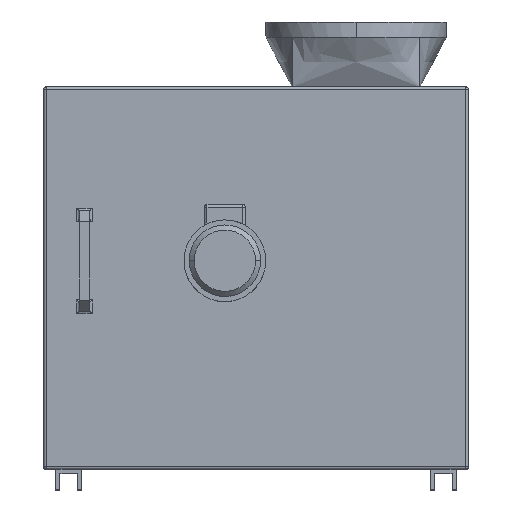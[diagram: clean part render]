
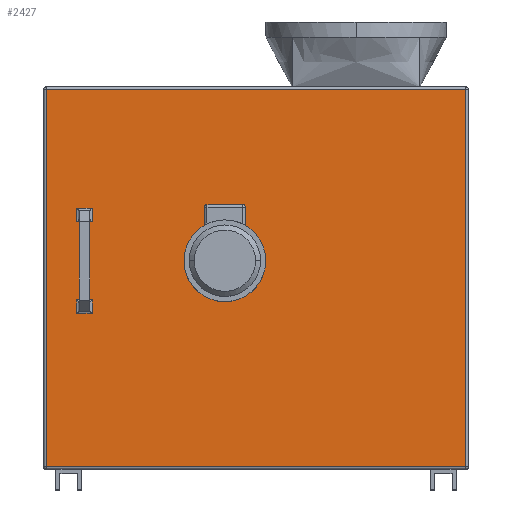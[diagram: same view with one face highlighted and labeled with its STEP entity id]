
A CAD part, top view. The second image highlights one B-rep face of the part: STEP entity #2427.
In plain terms, the highlighted planar face has unit normal (0, 0, 1).
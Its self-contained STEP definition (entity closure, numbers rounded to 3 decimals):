
#45 = CARTESIAN_POINT ( 'NONE',  ( -321., 345.113, 365. ) ) ;
#61 = ORIENTED_EDGE ( 'NONE', *, *, #2119, .T. ) ;
#68 = DIRECTION ( 'NONE',  ( 1., 0., 0. ) ) ;
#71 = CARTESIAN_POINT ( 'NONE',  ( 416., 45., 365. ) ) ;
#119 = ORIENTED_EDGE ( 'NONE', *, *, #1448, .T. ) ;
#129 = CARTESIAN_POINT ( 'NONE',  ( -351., 345.113, 365. ) ) ;
#139 = EDGE_CURVE ( 'NONE', #474, #4477, #3619, .T. ) ;
#195 = VECTOR ( 'NONE', #3144, 1000. ) ;
#239 = VERTEX_POINT ( 'NONE', #3552 ) ;
#252 = AXIS2_PLACEMENT_3D ( 'NONE', #1534, #1520, #1515 ) ;
#255 = CARTESIAN_POINT ( 'NONE',  ( -351., 524.34, 365. ) ) ;
#294 = CIRCLE ( 'NONE', #716, 65. ) ;
#369 = EDGE_LOOP ( 'NONE', ( #3768, #119 ) ) ;
#378 = DIRECTION ( 'NONE',  ( 0., 1., 0. ) ) ;
#389 = CARTESIAN_POINT ( 'NONE',  ( 411., 789., 365. ) ) ;
#440 = CARTESIAN_POINT ( 'NONE',  ( -321., 550.887, 365. ) ) ;
#446 = DIRECTION ( 'NONE',  ( 1., 0., 0. ) ) ;
#451 = PLANE ( 'NONE',  #4318 ) ;
#466 = CARTESIAN_POINT ( 'NONE',  ( 0., 0., 365. ) ) ;
#474 = VERTEX_POINT ( 'NONE', #1947 ) ;
#486 = CARTESIAN_POINT ( 'NONE',  ( -126., 448., 365. ) ) ;
#493 = DIRECTION ( 'NONE',  ( 0., 0., 1. ) ) ;
#532 = VECTOR ( 'NONE', #1311, 1000. ) ;
#652 = VECTOR ( 'NONE', #1819, 1000. ) ;
#677 = VERTEX_POINT ( 'NONE', #486 ) ;
#678 = DIRECTION ( 'NONE',  ( -1., 0., 0. ) ) ;
#685 = CARTESIAN_POINT ( 'NONE',  ( -416., 784., 365. ) ) ;
#688 = LINE ( 'NONE', #1741, #2674 ) ;
#716 = AXIS2_PLACEMENT_3D ( 'NONE', #3180, #3172, #3169 ) ;
#765 = ORIENTED_EDGE ( 'NONE', *, *, #4522, .T. ) ;
#767 = VECTOR ( 'NONE', #911, 1000. ) ;
#795 = EDGE_CURVE ( 'NONE', #1861, #4070, #1198, .T. ) ;
#855 = EDGE_LOOP ( 'NONE', ( #765, #866, #61, #1107 ) ) ;
#866 = ORIENTED_EDGE ( 'NONE', *, *, #1461, .T. ) ;
#880 = EDGE_CURVE ( 'NONE', #2428, #4289, #1868, .T. ) ;
#911 = DIRECTION ( 'NONE',  ( -1., 0., 0. ) ) ;
#953 = CARTESIAN_POINT ( 'NONE',  ( 0., 345.113, 365. ) ) ;
#1053 = LINE ( 'NONE', #685, #2921 ) ;
#1065 = EDGE_CURVE ( 'NONE', #239, #2428, #688, .T. ) ;
#1087 = VECTOR ( 'NONE', #3309, 1000. ) ;
#1107 = ORIENTED_EDGE ( 'NONE', *, *, #4557, .T. ) ;
#1198 = LINE ( 'NONE', #3218, #1087 ) ;
#1311 = DIRECTION ( 'NONE',  ( 0., 1., 0. ) ) ;
#1312 = CARTESIAN_POINT ( 'NONE',  ( -351., 0., 365. ) ) ;
#1389 = DIRECTION ( 'NONE',  ( 1., 0., 0. ) ) ;
#1392 = ORIENTED_EDGE ( 'NONE', *, *, #880, .T. ) ;
#1448 = EDGE_CURVE ( 'NONE', #677, #4403, #294, .T. ) ;
#1461 = EDGE_CURVE ( 'NONE', #2864, #2819, #3115, .T. ) ;
#1511 = LINE ( 'NONE', #1312, #532 ) ;
#1515 = DIRECTION ( 'NONE',  ( 1., 0., 0. ) ) ;
#1517 = ORIENTED_EDGE ( 'NONE', *, *, #3109, .T. ) ;
#1520 = DIRECTION ( 'NONE',  ( 0., 0., -1. ) ) ;
#1534 = CARTESIAN_POINT ( 'NONE',  ( -61., 448., 365. ) ) ;
#1576 = FACE_BOUND ( 'NONE', #855, .T. ) ;
#1647 = CARTESIAN_POINT ( 'NONE',  ( -411., 784., 365. ) ) ;
#1696 = FACE_BOUND ( 'NONE', #369, .T. ) ;
#1697 = ORIENTED_EDGE ( 'NONE', *, *, #139, .T. ) ;
#1741 = CARTESIAN_POINT ( 'NONE',  ( 0., 550.887, 365. ) ) ;
#1810 = CARTESIAN_POINT ( 'NONE',  ( 0., 371.66, 365. ) ) ;
#1819 = DIRECTION ( 'NONE',  ( 1., 0., 0. ) ) ;
#1854 = EDGE_CURVE ( 'NONE', #4403, #677, #2804, .T. ) ;
#1861 = VERTEX_POINT ( 'NONE', #1647 ) ;
#1868 = LINE ( 'NONE', #3517, #2726 ) ;
#1947 = CARTESIAN_POINT ( 'NONE',  ( 411., 45., 365. ) ) ;
#1957 = FACE_BOUND ( 'NONE', #4474, .T. ) ;
#1981 = CARTESIAN_POINT ( 'NONE',  ( 411., 784., 365. ) ) ;
#2119 = EDGE_CURVE ( 'NONE', #2819, #2772, #4391, .T. ) ;
#2197 = ORIENTED_EDGE ( 'NONE', *, *, #1065, .T. ) ;
#2217 = EDGE_CURVE ( 'NONE', #4477, #1861, #1053, .T. ) ;
#2251 = ORIENTED_EDGE ( 'NONE', *, *, #2217, .T. ) ;
#2408 = CARTESIAN_POINT ( 'NONE',  ( 4., 448., 365. ) ) ;
#2427 = ADVANCED_FACE ( 'NONE', ( #1576, #2798, #1696, #1957 ), #451, .T. ) ;
#2428 = VERTEX_POINT ( 'NONE', #440 ) ;
#2544 = CARTESIAN_POINT ( 'NONE',  ( -321., 524.34, 365. ) ) ;
#2640 = VERTEX_POINT ( 'NONE', #255 ) ;
#2662 = VECTOR ( 'NONE', #378, 1000. ) ;
#2674 = VECTOR ( 'NONE', #1389, 1000. ) ;
#2726 = VECTOR ( 'NONE', #3328, 1000. ) ;
#2772 = VERTEX_POINT ( 'NONE', #129 ) ;
#2787 = EDGE_CURVE ( 'NONE', #4070, #474, #3933, .T. ) ;
#2798 = FACE_OUTER_BOUND ( 'NONE', #3361, .T. ) ;
#2804 = CIRCLE ( 'NONE', #252, 65. ) ;
#2819 = VERTEX_POINT ( 'NONE', #45 ) ;
#2864 = VERTEX_POINT ( 'NONE', #4505 ) ;
#2921 = VECTOR ( 'NONE', #678, 1000. ) ;
#2970 = VECTOR ( 'NONE', #68, 1000. ) ;
#3079 = EDGE_CURVE ( 'NONE', #4289, #2640, #4384, .T. ) ;
#3109 = EDGE_CURVE ( 'NONE', #2640, #239, #4293, .T. ) ;
#3115 = LINE ( 'NONE', #3159, #195 ) ;
#3132 = VECTOR ( 'NONE', #4188, 1000. ) ;
#3144 = DIRECTION ( 'NONE',  ( 0., -1., 0. ) ) ;
#3159 = CARTESIAN_POINT ( 'NONE',  ( -321., 348., 365. ) ) ;
#3169 = DIRECTION ( 'NONE',  ( 1., 0., 0. ) ) ;
#3172 = DIRECTION ( 'NONE',  ( 0., 0., -1. ) ) ;
#3180 = CARTESIAN_POINT ( 'NONE',  ( -61., 448., 365. ) ) ;
#3218 = CARTESIAN_POINT ( 'NONE',  ( -411., 40., 365. ) ) ;
#3252 = VECTOR ( 'NONE', #4090, 1000. ) ;
#3309 = DIRECTION ( 'NONE',  ( 0., -1., 0. ) ) ;
#3328 = DIRECTION ( 'NONE',  ( 0., -1., 0. ) ) ;
#3336 = CARTESIAN_POINT ( 'NONE',  ( -411., 45., 365. ) ) ;
#3361 = EDGE_LOOP ( 'NONE', ( #2251, #4244, #4350, #1697 ) ) ;
#3370 = ORIENTED_EDGE ( 'NONE', *, *, #3079, .T. ) ;
#3517 = CARTESIAN_POINT ( 'NONE',  ( -321., 533., 365. ) ) ;
#3552 = CARTESIAN_POINT ( 'NONE',  ( -351., 550.887, 365. ) ) ;
#3593 = LINE ( 'NONE', #1810, #652 ) ;
#3619 = LINE ( 'NONE', #389, #2662 ) ;
#3759 = VERTEX_POINT ( 'NONE', #4300 ) ;
#3768 = ORIENTED_EDGE ( 'NONE', *, *, #1854, .T. ) ;
#3933 = LINE ( 'NONE', #71, #2970 ) ;
#4067 = CARTESIAN_POINT ( 'NONE',  ( -351., 0., 365. ) ) ;
#4070 = VERTEX_POINT ( 'NONE', #3336 ) ;
#4090 = DIRECTION ( 'NONE',  ( -1., 0., 0. ) ) ;
#4149 = CARTESIAN_POINT ( 'NONE',  ( 0., 524.34, 365. ) ) ;
#4188 = DIRECTION ( 'NONE',  ( 0., 1., 0. ) ) ;
#4244 = ORIENTED_EDGE ( 'NONE', *, *, #795, .T. ) ;
#4289 = VERTEX_POINT ( 'NONE', #2544 ) ;
#4293 = LINE ( 'NONE', #4067, #3132 ) ;
#4300 = CARTESIAN_POINT ( 'NONE',  ( -351., 371.66, 365. ) ) ;
#4318 = AXIS2_PLACEMENT_3D ( 'NONE', #466, #493, #446 ) ;
#4350 = ORIENTED_EDGE ( 'NONE', *, *, #2787, .T. ) ;
#4384 = LINE ( 'NONE', #4149, #3252 ) ;
#4391 = LINE ( 'NONE', #953, #767 ) ;
#4403 = VERTEX_POINT ( 'NONE', #2408 ) ;
#4474 = EDGE_LOOP ( 'NONE', ( #2197, #1392, #3370, #1517 ) ) ;
#4477 = VERTEX_POINT ( 'NONE', #1981 ) ;
#4505 = CARTESIAN_POINT ( 'NONE',  ( -321., 371.66, 365. ) ) ;
#4522 = EDGE_CURVE ( 'NONE', #3759, #2864, #3593, .T. ) ;
#4557 = EDGE_CURVE ( 'NONE', #2772, #3759, #1511, .T. ) ;
